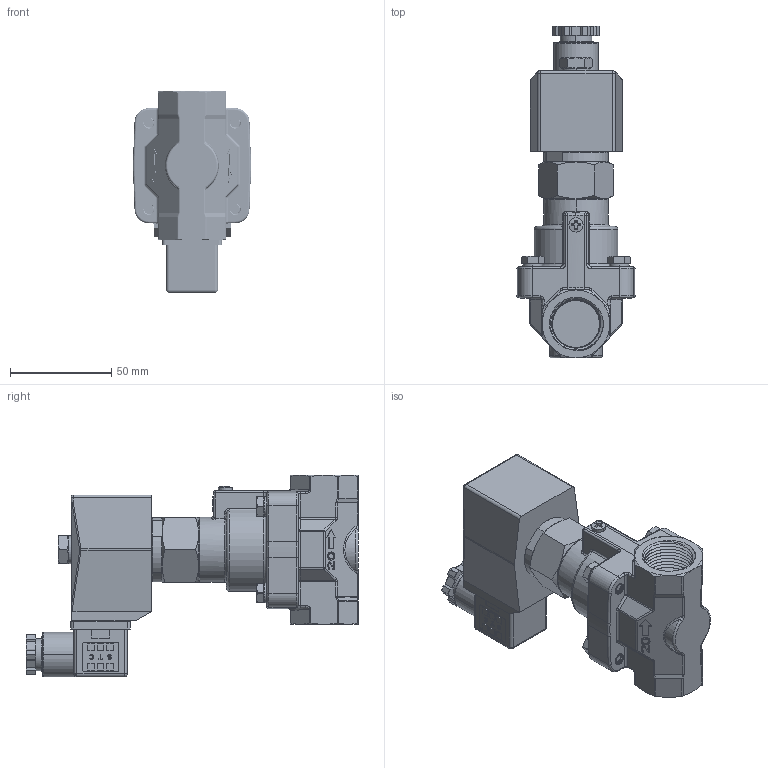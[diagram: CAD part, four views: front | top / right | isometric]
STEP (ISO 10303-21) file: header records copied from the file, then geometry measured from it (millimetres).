
FILE_DESCRIPTION (( 'STEP AP214' ), '1' );
FILE_NAME ('2MSO200-3-4.STEP', '2018-08-31T23:58:39', ( '' ), ( '' ), 'SwSTEP 2.0', 'SolidWorks 2016', '' );
FILE_SCHEMA (( 'AUTOMOTIVE_DESIGN' ));
Length unit declared in the file: millimetre
Products named in the file (1): 2MSO200-3-4
Bounding box: 58.38 x 164.11 x 99.8 mm (x, y, z)
Volume: 279254.3 mm3; surface area: 73440.1 mm2
Topology: 23 solids, 23 shells, 2294 faces, 6473 edges, 4293 vertices
Faces by surface type: plane 1105, cylinder 735, bspline 222, cone 144, torus 49, sphere 39
Entity records: 176715 total; most frequent: CARTESIAN_POINT 96183, ORIENTED_EDGE 12904, DIRECTION 9241, EDGE_CURVE 6452, VERTEX_POINT 4293, VECTOR 3613, LINE 3613, AXIS2_PLACEMENT_3D 2814
